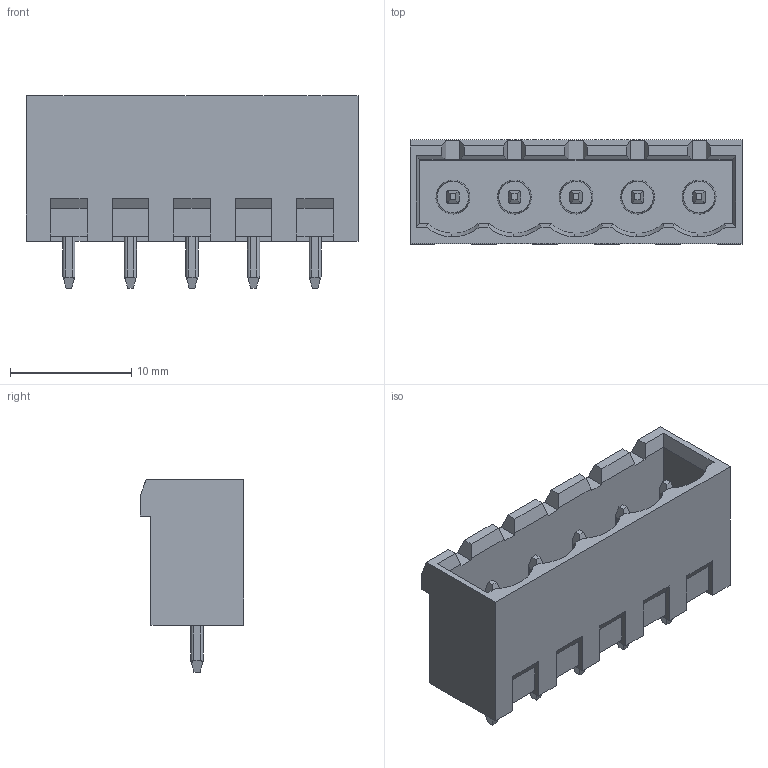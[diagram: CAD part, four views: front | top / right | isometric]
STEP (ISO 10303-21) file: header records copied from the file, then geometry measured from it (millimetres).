
FILE_DESCRIPTION(('STEP AP214'),'1');
FILE_NAME('cctmp_220F9130-1155-48B3-B328-12C333C02C84_2023_02_03_14_53_56_0296_12204..stp','2023-02-03T14:53:56',('PHOENIX CONTACT Deutschland GmbH'),('CADClick - www.CADClick.com'),'Spatial InterOp 3D',' ','unknown authorization');
FILE_SCHEMA(('AUTOMOTIVE_DESIGN'));
Length unit declared in the file: millimetre
Products named in the file (7): 2023_02_03_14_53_55_0999; 2023_02_03_14_53_56_0296; 2023_02_03_14_53_56_0280; 2023_02_03_14_53_56_0265; 2023_02_03_14_53_56_0249; 2023_02_03_14_53_56_0234; 2023_02_03_14_53_56_0202
Assembly tree (6 placements, depth 2):
  2023_02_03_14_53_55_0999
    2023_02_03_14_53_56_0296
    2023_02_03_14_53_56_0280
    2023_02_03_14_53_56_0265
    2023_02_03_14_53_56_0249
    2023_02_03_14_53_56_0234
    2023_02_03_14_53_56_0202
Bounding box: 27.4 x 8.57 x 15.9 mm (x, y, z)
Volume: 1331 mm3; surface area: 2225.9 mm2
Topology: 6 solids, 6 shells, 606 faces, 1716 edges, 1146 vertices
Faces by surface type: plane 453, cylinder 128, cone 20, sphere 5
Entity records: 40222 total; most frequent: CARTESIAN_POINT 6319, ORIENTED_EDGE 3432, STYLED_ITEM 3235, PRESENTATION_STYLE_ASSIGNMENT 3235, COLOUR_RGB 3235, DIRECTION 3043, EDGE_CURVE 1716, CURVE_STYLE 1636
